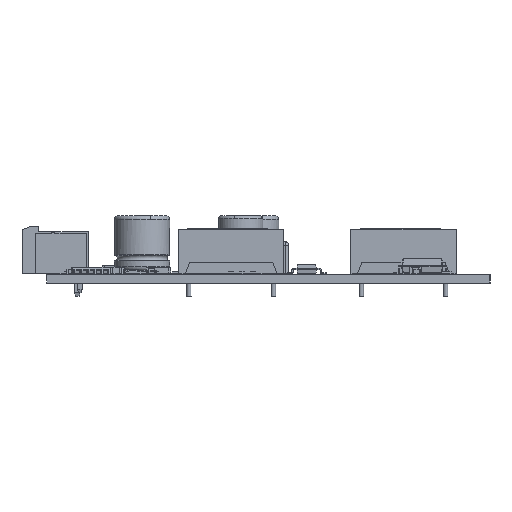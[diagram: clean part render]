
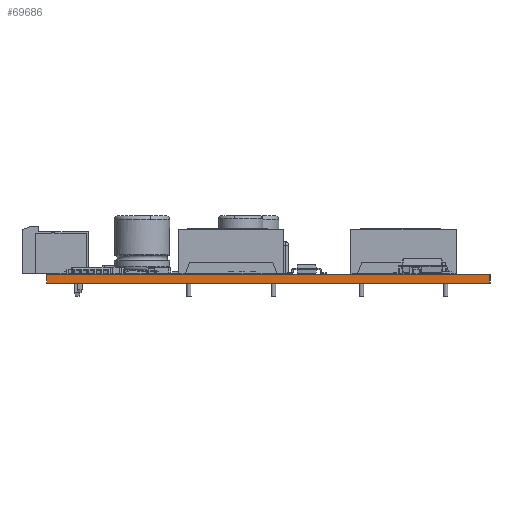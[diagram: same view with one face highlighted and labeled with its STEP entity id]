
A CAD part, left-side view. The second image highlights one B-rep face of the part: STEP entity #69686.
In plain terms, the highlighted planar face has unit normal (-1, 0, 0).
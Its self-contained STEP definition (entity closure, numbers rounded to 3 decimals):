
#69630 = VERTEX_POINT('',#69631);
#69631 = CARTESIAN_POINT('',(-85.,-40.,1.606));
#69637 = EDGE_CURVE('',#69638,#69630,#69640,.T.);
#69638 = VERTEX_POINT('',#69639);
#69639 = CARTESIAN_POINT('',(-85.,-40.,0.));
#69640 = LINE('',#69641,#69642);
#69641 = CARTESIAN_POINT('',(-85.,-40.,0.));
#69642 = VECTOR('',#69643,1.);
#69643 = DIRECTION('',(0.,0.,1.));
#69686 = ADVANCED_FACE('',(#69687),#69712,.T.);
#69687 = FACE_BOUND('',#69688,.T.);
#69688 = EDGE_LOOP('',(#69689,#69690,#69698,#69706));
#69689 = ORIENTED_EDGE('',*,*,#69637,.T.);
#69690 = ORIENTED_EDGE('',*,*,#69691,.T.);
#69691 = EDGE_CURVE('',#69630,#69692,#69694,.T.);
#69692 = VERTEX_POINT('',#69693);
#69693 = CARTESIAN_POINT('',(-85.,40.,1.606));
#69694 = LINE('',#69695,#69696);
#69695 = CARTESIAN_POINT('',(-85.,-40.,1.606));
#69696 = VECTOR('',#69697,1.);
#69697 = DIRECTION('',(0.,1.,0.));
#69698 = ORIENTED_EDGE('',*,*,#69699,.F.);
#69699 = EDGE_CURVE('',#69700,#69692,#69702,.T.);
#69700 = VERTEX_POINT('',#69701);
#69701 = CARTESIAN_POINT('',(-85.,40.,0.));
#69702 = LINE('',#69703,#69704);
#69703 = CARTESIAN_POINT('',(-85.,40.,0.));
#69704 = VECTOR('',#69705,1.);
#69705 = DIRECTION('',(0.,0.,1.));
#69706 = ORIENTED_EDGE('',*,*,#69707,.F.);
#69707 = EDGE_CURVE('',#69638,#69700,#69708,.T.);
#69708 = LINE('',#69709,#69710);
#69709 = CARTESIAN_POINT('',(-85.,-40.,0.));
#69710 = VECTOR('',#69711,1.);
#69711 = DIRECTION('',(0.,1.,0.));
#69712 = PLANE('',#69713);
#69713 = AXIS2_PLACEMENT_3D('',#69714,#69715,#69716);
#69714 = CARTESIAN_POINT('',(-85.,-40.,0.));
#69715 = DIRECTION('',(-1.,0.,0.));
#69716 = DIRECTION('',(0.,1.,0.));
